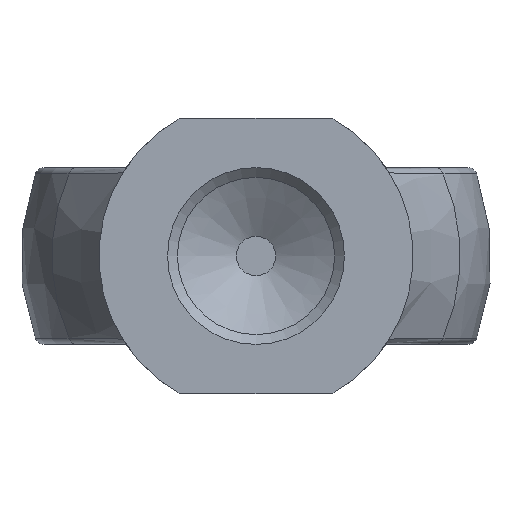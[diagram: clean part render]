
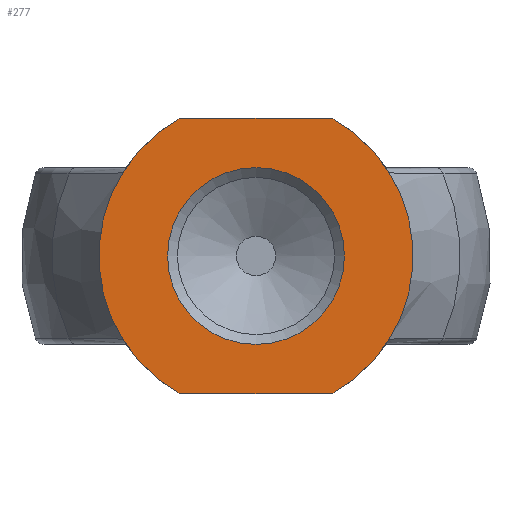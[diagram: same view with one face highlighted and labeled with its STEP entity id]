
A CAD part, front view. The second image highlights one B-rep face of the part: STEP entity #277.
In plain terms, the highlighted planar face has unit normal (0, -1, 0).
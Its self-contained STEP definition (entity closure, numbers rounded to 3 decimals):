
#16 = AXIS2_PLACEMENT_3D ( 'NONE', #1731, #1588, #356 ) ;
#28 = CARTESIAN_POINT ( 'NONE',  ( -3.821, -36., -7. ) ) ;
#38 = DIRECTION ( 'NONE',  ( 0., 0., -1. ) ) ;
#39 = DIRECTION ( 'NONE',  ( 0., 0., -1. ) ) ;
#112 = ORIENTED_EDGE ( 'NONE', *, *, #175, .T. ) ;
#175 = EDGE_CURVE ( 'NONE', #1374, #2378, #2590, .T. ) ;
#182 = DIRECTION ( 'NONE',  ( 0., -1., 0. ) ) ;
#210 = AXIS2_PLACEMENT_3D ( 'NONE', #1995, #182, #403 ) ;
#258 = EDGE_CURVE ( 'NONE', #766, #2470, #2160, .T. ) ;
#277 = ADVANCED_FACE ( 'NONE', ( #1207, #1194 ), #1023, .T. ) ;
#290 = ORIENTED_EDGE ( 'NONE', *, *, #1055, .F. ) ;
#348 = DIRECTION ( 'NONE',  ( 1., 0., 0. ) ) ;
#356 = DIRECTION ( 'NONE',  ( 0., 0., -1. ) ) ;
#360 = CIRCLE ( 'NONE', #16, 4.5 ) ;
#403 = DIRECTION ( 'NONE',  ( 0., 0., -1. ) ) ;
#419 = ORIENTED_EDGE ( 'NONE', *, *, #1273, .T. ) ;
#432 = VERTEX_POINT ( 'NONE', #28 ) ;
#436 = CARTESIAN_POINT ( 'NONE',  ( 3.919, -36., 6.974 ) ) ;
#460 = DIRECTION ( 'NONE',  ( 0., -1., 0. ) ) ;
#471 = CARTESIAN_POINT ( 'NONE',  ( 0., -36., 0. ) ) ;
#482 = VECTOR ( 'NONE', #1215, 1000. ) ;
#544 = AXIS2_PLACEMENT_3D ( 'NONE', #2570, #1359, #2135 ) ;
#610 = DIRECTION ( 'NONE',  ( 0., -1., 0. ) ) ;
#639 = AXIS2_PLACEMENT_3D ( 'NONE', #2199, #610, #824 ) ;
#644 = VERTEX_POINT ( 'NONE', #1940 ) ;
#648 = EDGE_CURVE ( 'NONE', #939, #432, #805, .T. ) ;
#700 = EDGE_CURVE ( 'NONE', #917, #766, #1704, .T. ) ;
#702 = ORIENTED_EDGE ( 'NONE', *, *, #258, .T. ) ;
#705 = CIRCLE ( 'NONE', #925, 0.2 ) ;
#726 = CIRCLE ( 'NONE', #893, 8. ) ;
#766 = VERTEX_POINT ( 'NONE', #436 ) ;
#786 = CARTESIAN_POINT ( 'NONE',  ( 3.919, -36., -6.974 ) ) ;
#805 = LINE ( 'NONE', #2639, #482 ) ;
#824 = DIRECTION ( 'NONE',  ( 0., 0., -1. ) ) ;
#828 = ORIENTED_EDGE ( 'NONE', *, *, #2173, .T. ) ;
#865 = CARTESIAN_POINT ( 'NONE',  ( 3.821, -36., 7. ) ) ;
#893 = AXIS2_PLACEMENT_3D ( 'NONE', #2553, #1144, #1545 ) ;
#917 = VERTEX_POINT ( 'NONE', #786 ) ;
#925 = AXIS2_PLACEMENT_3D ( 'NONE', #1391, #1669, #39 ) ;
#939 = VERTEX_POINT ( 'NONE', #2633 ) ;
#949 = AXIS2_PLACEMENT_3D ( 'NONE', #471, #460, #38 ) ;
#962 = ORIENTED_EDGE ( 'NONE', *, *, #648, .F. ) ;
#985 = CARTESIAN_POINT ( 'NONE',  ( -3.821, -36., 6.8 ) ) ;
#1016 = VECTOR ( 'NONE', #348, 1000. ) ;
#1023 = PLANE ( 'NONE',  #210 ) ;
#1040 = EDGE_CURVE ( 'NONE', #1780, #432, #2200, .T. ) ;
#1055 = EDGE_CURVE ( 'NONE', #1374, #2470, #2159, .T. ) ;
#1080 = ORIENTED_EDGE ( 'NONE', *, *, #1040, .T. ) ;
#1144 = DIRECTION ( 'NONE',  ( 0., -1., 0. ) ) ;
#1194 = FACE_OUTER_BOUND ( 'NONE', #1404, .T. ) ;
#1207 = FACE_BOUND ( 'NONE', #2267, .T. ) ;
#1215 = DIRECTION ( 'NONE',  ( -1., 0., 0. ) ) ;
#1235 = DIRECTION ( 'NONE',  ( 0., 0., -1. ) ) ;
#1273 = EDGE_CURVE ( 'NONE', #2378, #1780, #726, .T. ) ;
#1359 = DIRECTION ( 'NONE',  ( 0., -1., 0. ) ) ;
#1374 = VERTEX_POINT ( 'NONE', #2239 ) ;
#1391 = CARTESIAN_POINT ( 'NONE',  ( 3.821, -36., -6.8 ) ) ;
#1404 = EDGE_LOOP ( 'NONE', ( #419, #1080, #962, #2193, #1852, #702, #290, #112 ) ) ;
#1456 = AXIS2_PLACEMENT_3D ( 'NONE', #985, #2238, #1235 ) ;
#1545 = DIRECTION ( 'NONE',  ( 0., 0., -1. ) ) ;
#1588 = DIRECTION ( 'NONE',  ( 0., 1., 0. ) ) ;
#1669 = DIRECTION ( 'NONE',  ( 0., -1., 0. ) ) ;
#1704 = CIRCLE ( 'NONE', #949, 8. ) ;
#1731 = CARTESIAN_POINT ( 'NONE',  ( 0., -36., 0. ) ) ;
#1780 = VERTEX_POINT ( 'NONE', #2150 ) ;
#1852 = ORIENTED_EDGE ( 'NONE', *, *, #700, .T. ) ;
#1923 = CARTESIAN_POINT ( 'NONE',  ( -12., -36., 7. ) ) ;
#1940 = CARTESIAN_POINT ( 'NONE',  ( 0., -36., -4.5 ) ) ;
#1995 = CARTESIAN_POINT ( 'NONE',  ( 0., -36., 0. ) ) ;
#2135 = DIRECTION ( 'NONE',  ( 0., 0., -1. ) ) ;
#2150 = CARTESIAN_POINT ( 'NONE',  ( -3.919, -36., -6.974 ) ) ;
#2159 = LINE ( 'NONE', #1923, #1016 ) ;
#2160 = CIRCLE ( 'NONE', #639, 0.2 ) ;
#2173 = EDGE_CURVE ( 'NONE', #644, #644, #360, .T. ) ;
#2193 = ORIENTED_EDGE ( 'NONE', *, *, #2573, .T. ) ;
#2199 = CARTESIAN_POINT ( 'NONE',  ( 3.821, -36., 6.8 ) ) ;
#2200 = CIRCLE ( 'NONE', #544, 0.2 ) ;
#2238 = DIRECTION ( 'NONE',  ( 0., -1., 0. ) ) ;
#2239 = CARTESIAN_POINT ( 'NONE',  ( -3.821, -36., 7. ) ) ;
#2267 = EDGE_LOOP ( 'NONE', ( #828 ) ) ;
#2378 = VERTEX_POINT ( 'NONE', #2453 ) ;
#2453 = CARTESIAN_POINT ( 'NONE',  ( -3.919, -36., 6.974 ) ) ;
#2470 = VERTEX_POINT ( 'NONE', #865 ) ;
#2553 = CARTESIAN_POINT ( 'NONE',  ( 0., -36., 0. ) ) ;
#2570 = CARTESIAN_POINT ( 'NONE',  ( -3.821, -36., -6.8 ) ) ;
#2573 = EDGE_CURVE ( 'NONE', #939, #917, #705, .T. ) ;
#2590 = CIRCLE ( 'NONE', #1456, 0.2 ) ;
#2633 = CARTESIAN_POINT ( 'NONE',  ( 3.821, -36., -7. ) ) ;
#2639 = CARTESIAN_POINT ( 'NONE',  ( -12., -36., -7. ) ) ;
